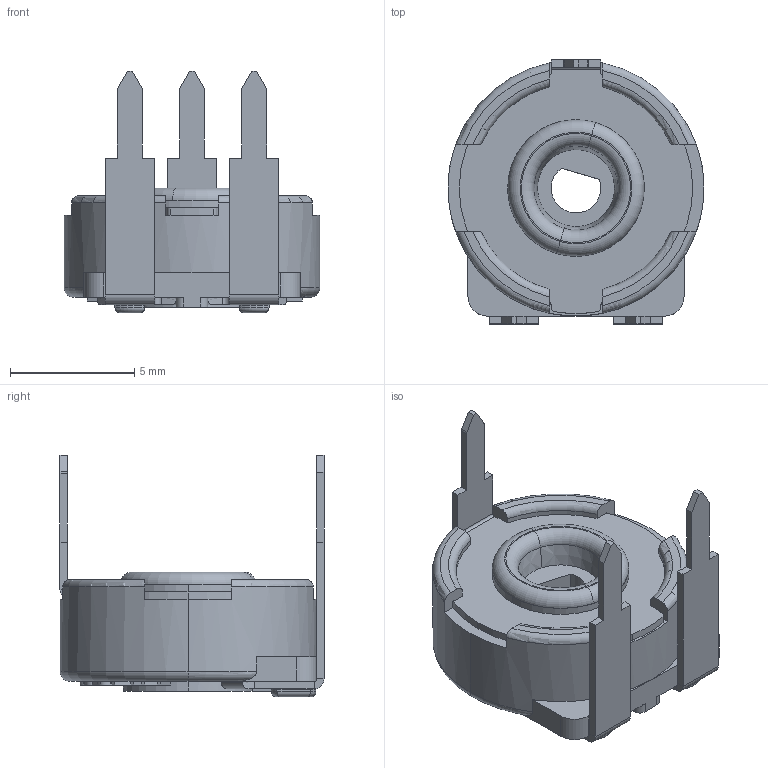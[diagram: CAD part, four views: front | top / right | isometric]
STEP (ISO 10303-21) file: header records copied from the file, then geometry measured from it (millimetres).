
FILE_DESCRIPTION (( 'STEP AP203' ), '1' );
FILE_NAME ('PT10RV10.STEP', '2015-03-04T09:13:04', ( '' ), ( '' ), 'SwSTEP 2.0', 'SolidWorks 2014', '' );
FILE_SCHEMA (( 'CONFIG_CONTROL_DESIGN' ));
Length unit declared in the file: millimetre
Products named in the file (6): CARCASA; TERMINAL DERECHO; TERMINAL IZQUIERDO; COLECTOR REBORDEADO; PORTACURSOR_Predeterminada; PT10RV10
Assembly tree (5 placements, depth 2):
  PT10RV10
    CARCASA
    TERMINAL DERECHO
    TERMINAL IZQUIERDO
    COLECTOR REBORDEADO
    PORTACURSOR_Predeterminada
Bounding box: 10.3 x 10.63 x 9.72 mm (x, y, z)
Volume: 216.3 mm3; surface area: 843.5 mm2
Topology: 5 solids, 5 shells, 371 faces, 986 edges, 641 vertices
Faces by surface type: plane 218, cylinder 89, bspline 36, torus 23, cone 5
Entity records: 13991 total; most frequent: CARTESIAN_POINT 4210, ORIENTED_EDGE 1972, DIRECTION 1797, EDGE_CURVE 986, VECTOR 649, LINE 649, VERTEX_POINT 641, AXIS2_PLACEMENT_3D 574
